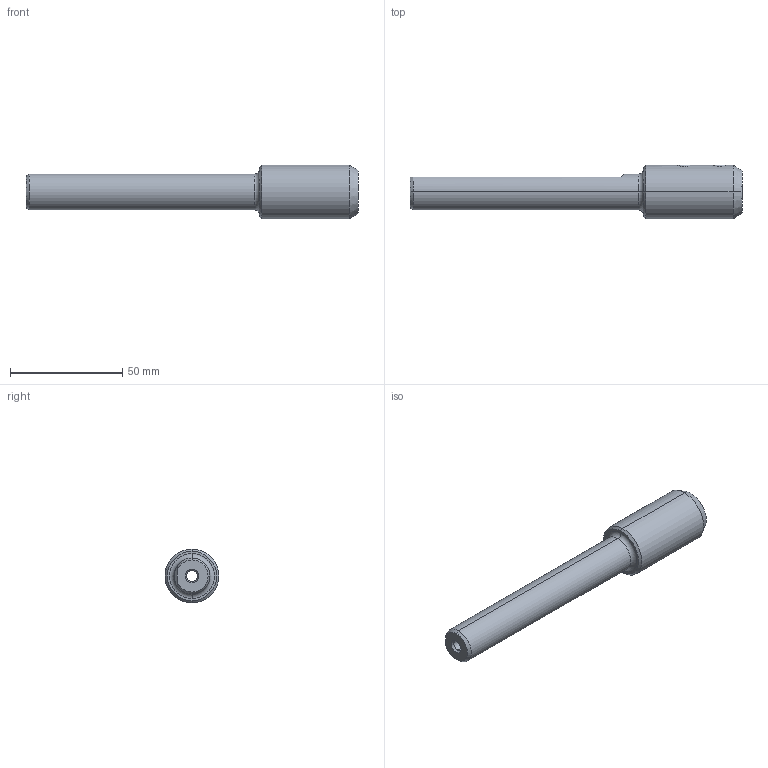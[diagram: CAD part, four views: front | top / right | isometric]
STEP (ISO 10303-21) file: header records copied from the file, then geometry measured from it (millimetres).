
FILE_DESCRIPTION (( 'STEP AP203' ), '1' );
FILE_NAME ('U16-U16.K01.148.STEP', '2017-11-10T10:48:36', ( 'SWIAdmin' ), ( 'Hewlett-Packard Company' ), 'SwSTEP 2.0', 'SolidWorks 2017', '' );
FILE_SCHEMA (( 'CONFIG_CONTROL_DESIGN' ));
Length unit declared in the file: millimetre
Products named in the file (3): U16-U16.K01.148_A; U16-ER1.001.005_A; U16-U16.K01.148
Assembly tree (3 placements, depth 2):
  U16-U16.K01.148
    U16-U16.K01.148_A
    U16-ER1.001.005_A  x2
Bounding box: 148 x 24 x 24 mm (x, y, z)
Volume: 30231 mm3; surface area: 13211.8 mm2
Topology: 3 solids, 3 shells, 89 faces, 197 edges, 114 vertices
Faces by surface type: plane 34, cone 27, cylinder 22, torus 6
Entity records: 2346 total; most frequent: CARTESIAN_POINT 614, DIRECTION 320, ORIENTED_EDGE 274, EDGE_CURVE 137, AXIS2_PLACEMENT_3D 131, VERTEX_POINT 81, EDGE_LOOP 72, ADVANCED_FACE 63
